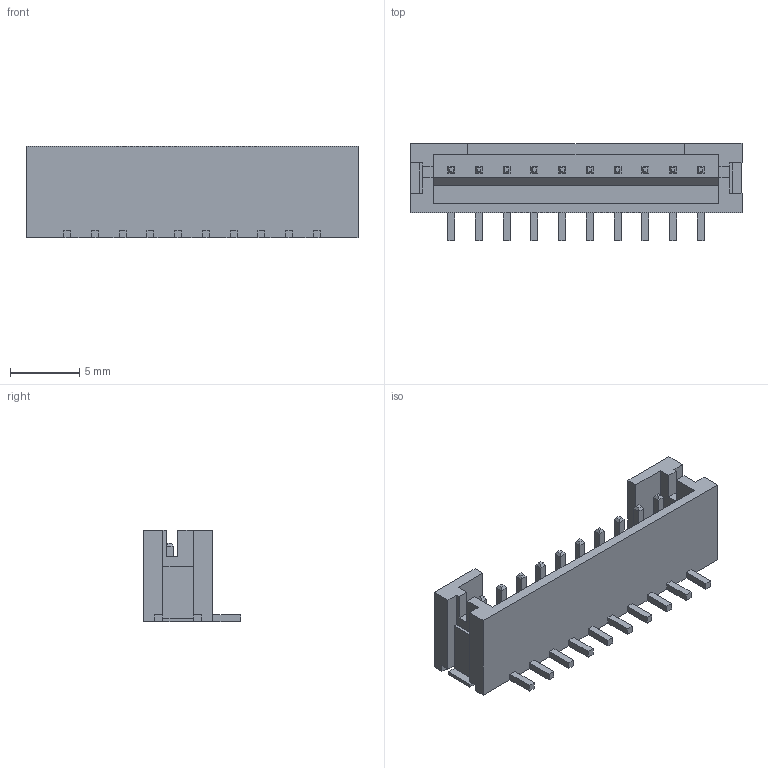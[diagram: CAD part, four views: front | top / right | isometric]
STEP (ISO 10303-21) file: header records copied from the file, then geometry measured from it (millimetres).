
FILE_DESCRIPTION((' '),'2;1');
FILE_NAME( 'B10B-PH-SM4-TB.stp', '2022-09-02T12:22:10', (' '), ('--- Datakit www.datakit.com---'), ' Datakit CrossCadWare V2022.3 Jun 15 2022', 'DATAKIT 2022 (c)', ' ');
FILE_SCHEMA(('AP242_MANAGED_MODEL_BASED_3D_ENGINEERING_MIM_LF { 1 0 10303 442 1 1 4 }'));
Length unit declared in the file: millimetre
Products named in the file (1): B10B-PH-SM4-TB
Bounding box: 23.95 x 7 x 6.6 mm (x, y, z)
Volume: 391.1 mm3; surface area: 850.9 mm2
Topology: 1 solids, 1 shells, 188 faces, 482 edges, 306 vertices
Faces by surface type: plane 188
Entity records: 5748 total; most frequent: CARTESIAN_POINT 977, ORIENTED_EDGE 964, DIRECTION 860, VECTOR 482, LINE 482, EDGE_CURVE 482, VERTEX_POINT 306, EDGE_LOOP 198
